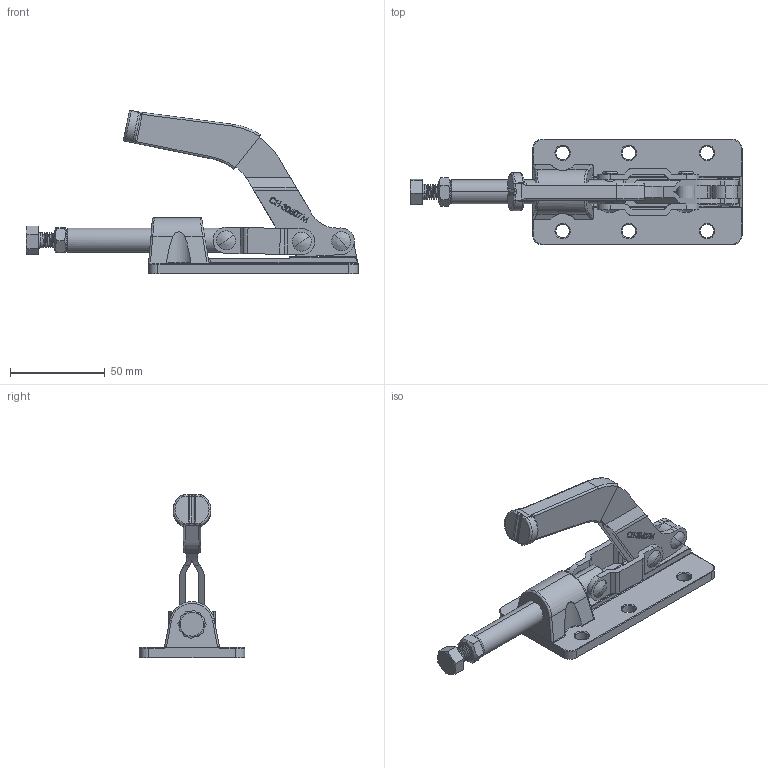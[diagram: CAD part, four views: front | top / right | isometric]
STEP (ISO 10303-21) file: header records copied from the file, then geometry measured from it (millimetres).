
FILE_DESCRIPTION (( 'STEP AP203' ), '1' );
FILE_NAME ('CH-30607M.STEP', '2017-11-27T07:02:47', ( 'Windows' ), ( 'Microsoft' ), 'SwSTEP 2.0', 'SolidWorks 2015', '' );
FILE_SCHEMA (( 'CONFIG_CONTROL_DESIGN' ));
Length unit declared in the file: millimetre
Products named in the file (10): CH-30607-02 CREST STALK; CH-30607-05; CH-30607-01 BASE; CH-30607-03 HANDLE; CH-30607-07; CH-30607M; CH-30607-04 CONNECTING-PLATE; CH-30607-06; M8 Nut; CH-SA-085012 SPINDLE SUPPLIED
Assembly tree (11 placements, depth 2):
  CH-30607M
    CH-30607-02 CREST STALK
    CH-30607-05
    CH-30607-01 BASE
    CH-30607-03 HANDLE
    CH-30607-04 CONNECTING-PLATE  x2
    CH-30607-06
    M8 Nut
    CH-SA-085012 SPINDLE SUPPLIED
    CH-30607-07  x2
Bounding box: 175.13 x 55.6 x 86.01 mm (x, y, z)
Volume: 87686.5 mm3; surface area: 43718.6 mm2
Topology: 11 solids, 12 shells, 869 faces, 2320 edges, 1496 vertices
Faces by surface type: cylinder 285, plane 265, bspline 222, cone 53, torus 38, sphere 6
Entity records: 41326 total; most frequent: CARTESIAN_POINT 21921, ORIENTED_EDGE 4400, DIRECTION 2980, EDGE_CURVE 2200, VERTEX_POINT 1428, LINE 1048, VECTOR 1048, AXIS2_PLACEMENT_3D 966
